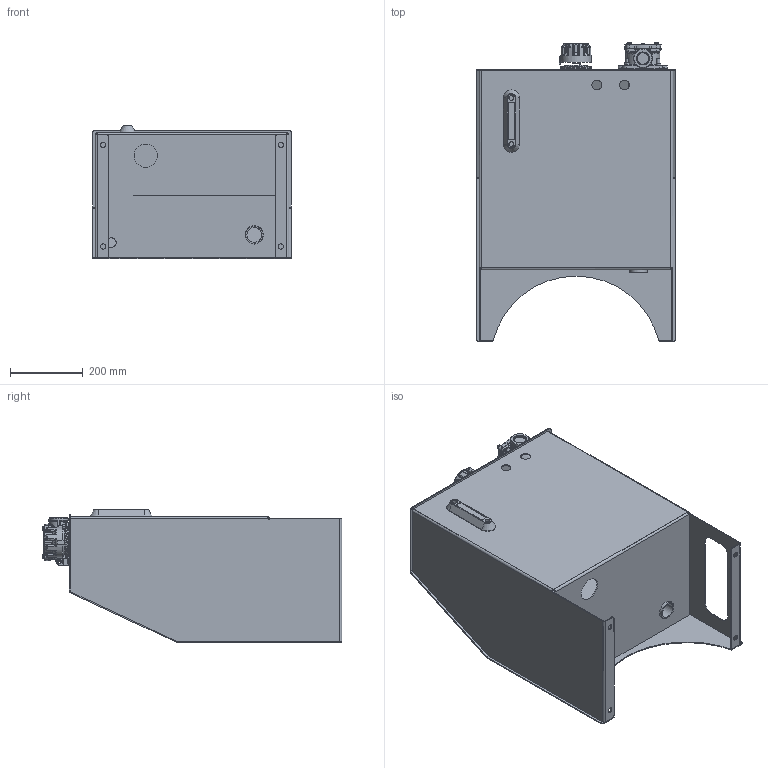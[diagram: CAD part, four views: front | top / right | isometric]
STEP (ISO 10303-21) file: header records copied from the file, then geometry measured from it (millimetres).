
FILE_DESCRIPTION (( 'STEP AP214' ), '1' );
FILE_NAME ('300550 SURFACES.STEP', '2024-03-15T17:34:19', ( '' ), ( '' ), 'SwSTEP 2.0', 'SolidWorks 2022', '' );
FILE_SCHEMA (( 'AUTOMOTIVE_DESIGN' ));
Length unit declared in the file: inch
Products named in the file (1): 300550 SURFACES
Bounding box: 546.1 x 823.54 x 367.89 mm (x, y, z)
Surface area: 3081616.5 mm2 (no closed solid volume)
Topology: 0 solids, 54 shells, 1095 faces, 3749 edges, 2552 vertices
Faces by surface type: bspline 461, cylinder 319, plane 238, cone 68, torus 9
Entity records: 83383 total; most frequent: CARTESIAN_POINT 41588, ORIENTED_EDGE 5652, DIRECTION 4752, EDGE_CURVE 3727, VERTEX_POINT 2552, AXIS2_PLACEMENT_3D 1856, B_SPLINE_CURVE_WITH_KNOTS 1367, CIRCLE 1221
